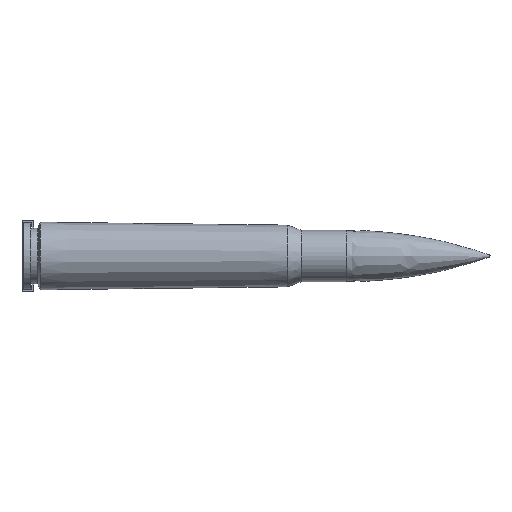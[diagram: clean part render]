
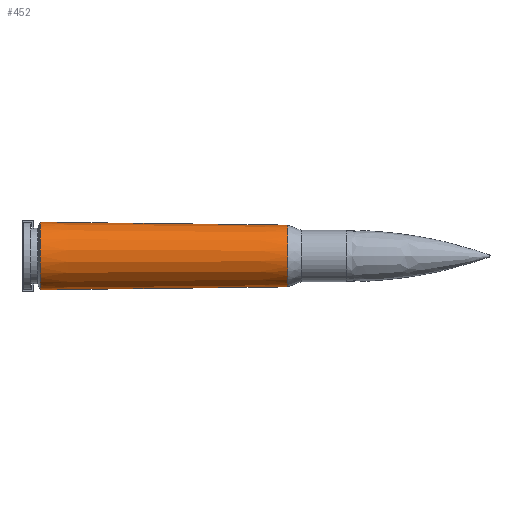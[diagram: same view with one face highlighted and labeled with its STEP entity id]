
A CAD part, left-side view. The second image highlights one B-rep face of the part: STEP entity #452.
In plain terms, the highlighted conical face has half-angle 0.674 degrees and reference radius 5.55 mm.
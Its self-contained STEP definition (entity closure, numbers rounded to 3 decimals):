
#35=CONICAL_SURFACE('',#494,5.55,0.012);
#45=FACE_BOUND('',#137,.T.);
#56=CIRCLE('',#493,5.8);
#57=CIRCLE('',#495,5.3);
#100=FACE_OUTER_BOUND('',#136,.T.);
#136=EDGE_LOOP('',(#396));
#137=EDGE_LOOP('',(#397));
#248=VERTEX_POINT('',#747);
#249=VERTEX_POINT('',#750);
#299=EDGE_CURVE('',#248,#248,#56,.T.);
#300=EDGE_CURVE('',#249,#249,#57,.T.);
#396=ORIENTED_EDGE('',*,*,#299,.T.);
#397=ORIENTED_EDGE('',*,*,#300,.F.);
#452=ADVANCED_FACE('',(#100,#45),#35,.T.);
#493=AXIS2_PLACEMENT_3D('',#748,#613,#614);
#494=AXIS2_PLACEMENT_3D('',#749,#615,#616);
#495=AXIS2_PLACEMENT_3D('',#751,#617,#618);
#613=DIRECTION('center_axis',(0.,0.,-1.));
#614=DIRECTION('ref_axis',(1.,0.,0.));
#615=DIRECTION('center_axis',(0.,0.,1.));
#616=DIRECTION('ref_axis',(0.,1.,0.));
#617=DIRECTION('center_axis',(0.,0.,-1.));
#618=DIRECTION('ref_axis',(1.,0.,0.));
#747=CARTESIAN_POINT('',(0.,5.8,-2.791));
#748=CARTESIAN_POINT('Origin',(0.,0.,-2.791));
#749=CARTESIAN_POINT('Origin',(0.,0.,-24.046));
#750=CARTESIAN_POINT('',(0.,5.3,-45.3));
#751=CARTESIAN_POINT('Origin',(0.,0.,-45.3));
